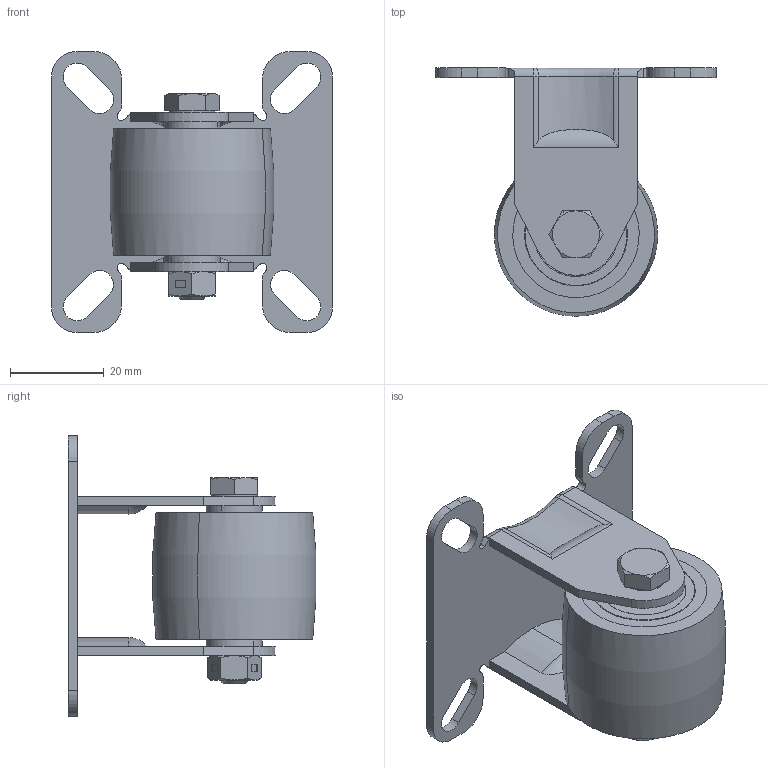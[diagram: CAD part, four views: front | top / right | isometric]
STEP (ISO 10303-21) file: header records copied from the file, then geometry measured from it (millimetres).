
FILE_DESCRIPTION (( 'STEP AP214' ), '1' );
FILE_NAME ('0051034.step', '2020-10-06T12:28:24', ( '' ), ( '' ), 'SwSTEP 2.0', 'SolidWorks 2018', '' );
FILE_SCHEMA (( 'AUTOMOTIVE_DESIGN' ));
Length unit declared in the file: millimetre
Products named in the file (1): 0051034
Bounding box: 60 x 52.92 x 60 mm (x, y, z)
Volume: 29567.1 mm3; surface area: 27823.8 mm2
Topology: 15 solids, 15 shells, 279 faces, 654 edges, 405 vertices
Faces by surface type: cylinder 106, plane 98, torus 48, cone 25, bspline 2
Entity records: 11621 total; most frequent: CARTESIAN_POINT 1784, DIRECTION 1465, ORIENTED_EDGE 1308, EDGE_CURVE 654, AXIS2_PLACEMENT_3D 589, VERTEX_POINT 405, EDGE_LOOP 317, CIRCLE 311
